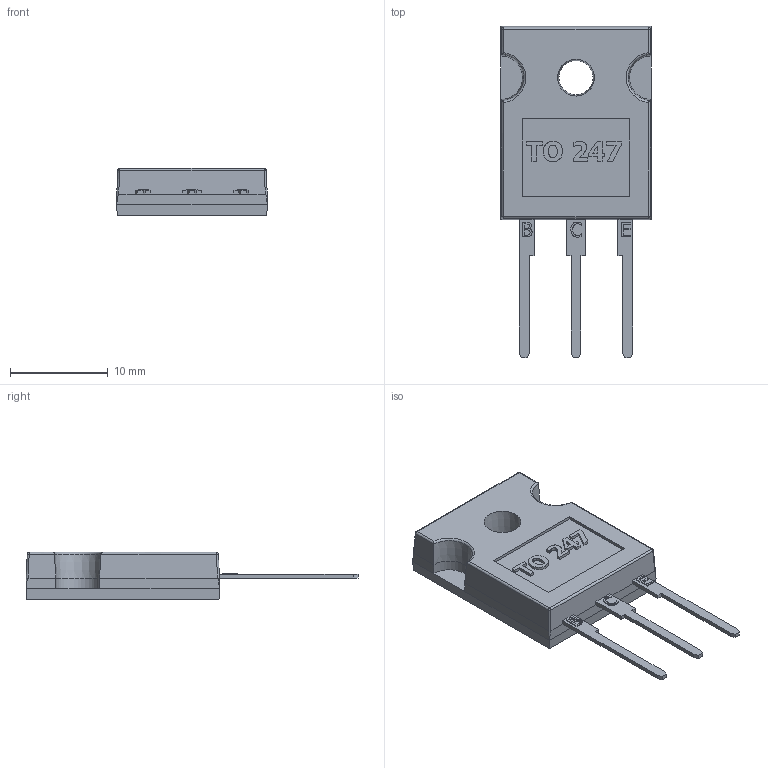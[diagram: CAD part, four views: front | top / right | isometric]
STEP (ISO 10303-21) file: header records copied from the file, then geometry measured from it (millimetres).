
FILE_DESCRIPTION(/* description */ (''),/* implementation_level */ '2;1');
FILE_NAME(/* name */ 'TO-247.stp',/* time_stamp */ '2017-06-29T11:44:47+02:00',/* author */ ('Ralf'),/* organization */ (''),/* preprocessor_version */ 'ST-DEVELOPER v16.1',/* originating_system */ 'Autodesk Inventor 2016',/* authorisation */ '');
FILE_SCHEMA (('AUTOMOTIVE_DESIGN { 1 0 10303 214 3 1 1 }'));
Length unit declared in the file: millimetre
Products named in the file (1): TIP 142
Bounding box: 15.45 x 34.05 x 4.86 mm (x, y, z)
Volume: 1360.3 mm3; surface area: 1150.7 mm2
Topology: 4 solids, 4 shells, 213 faces, 547 edges, 354 vertices
Faces by surface type: plane 136, bspline 51, cylinder 16, sphere 4, cone 4, torus 2
Full cylindrical faces by diameter (mm): 3.5 x1, 6.557 x1
Entity records: 6855 total; most frequent: CARTESIAN_POINT 1898, ORIENTED_EDGE 1092, DIRECTION 805, EDGE_CURVE 543, LINE 387, VECTOR 387, VERTEX_POINT 354, EDGE_LOOP 234
